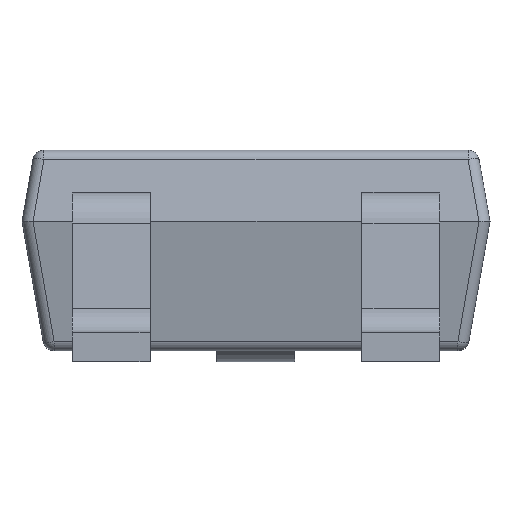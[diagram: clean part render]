
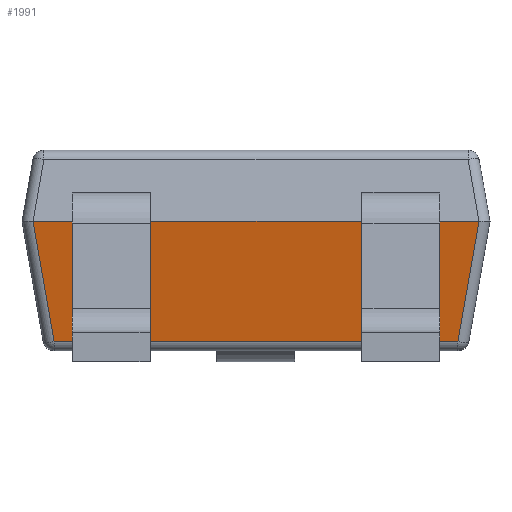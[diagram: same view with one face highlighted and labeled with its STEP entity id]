
A CAD part, front view. The second image highlights one B-rep face of the part: STEP entity #1991.
In plain terms, the highlighted face is planar.
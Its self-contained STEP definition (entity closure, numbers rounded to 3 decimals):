
#1991 = ADVANCED_FACE('',(#1992),#2026,.T.);
#1992 = FACE_BOUND('',#1993,.T.);
#1993 = EDGE_LOOP('',(#1994,#2004,#2012,#2020));
#1994 = ORIENTED_EDGE('',*,*,#1995,.T.);
#1995 = EDGE_CURVE('',#1996,#1998,#2000,.T.);
#1996 = VERTEX_POINT('',#1997);
#1997 = CARTESIAN_POINT('',(0.144,0.539,-1.155
    ));
#1998 = VERTEX_POINT('',#1999);
#1999 = CARTESIAN_POINT('',(1.956,0.539,-1.155
    ));
#2000 = LINE('',#2001,#2002);
#2001 = CARTESIAN_POINT('',(0.,0.539,-1.155));
#2002 = VECTOR('',#2003,1.);
#2003 = DIRECTION('',(1.,-0.,-0.));
#2004 = ORIENTED_EDGE('',*,*,#2005,.T.);
#2005 = EDGE_CURVE('',#1998,#2006,#2008,.T.);
#2006 = VERTEX_POINT('',#2007);
#2007 = CARTESIAN_POINT('',(2.051,0.,-1.25));
#2008 = LINE('',#2009,#2010);
#2009 = CARTESIAN_POINT('',(1.991,0.34,-1.19
    ));
#2010 = VECTOR('',#2011,1.);
#2011 = DIRECTION('',(0.171,-0.97,-0.171));
#2012 = ORIENTED_EDGE('',*,*,#2013,.T.);
#2013 = EDGE_CURVE('',#2006,#2014,#2016,.T.);
#2014 = VERTEX_POINT('',#2015);
#2015 = CARTESIAN_POINT('',(0.049,0.,-1.25));
#2016 = LINE('',#2017,#2018);
#2017 = CARTESIAN_POINT('',(0.,0.,-1.25));
#2018 = VECTOR('',#2019,1.);
#2019 = DIRECTION('',(-1.,-0.,-0.));
#2020 = ORIENTED_EDGE('',*,*,#2021,.T.);
#2021 = EDGE_CURVE('',#2014,#1996,#2022,.T.);
#2022 = LINE('',#2023,#2024);
#2023 = CARTESIAN_POINT('',(0.048,-0.008,
    -1.251));
#2024 = VECTOR('',#2025,1.);
#2025 = DIRECTION('',(0.171,0.97,0.171));
#2026 = PLANE('',#2027);
#2027 = AXIS2_PLACEMENT_3D('',#2028,#2029,#2030);
#2028 = CARTESIAN_POINT('',(0.,0.,-1.25));
#2029 = DIRECTION('',(0.,0.174,-0.985));
#2030 = DIRECTION('',(0.,0.985,0.174));
